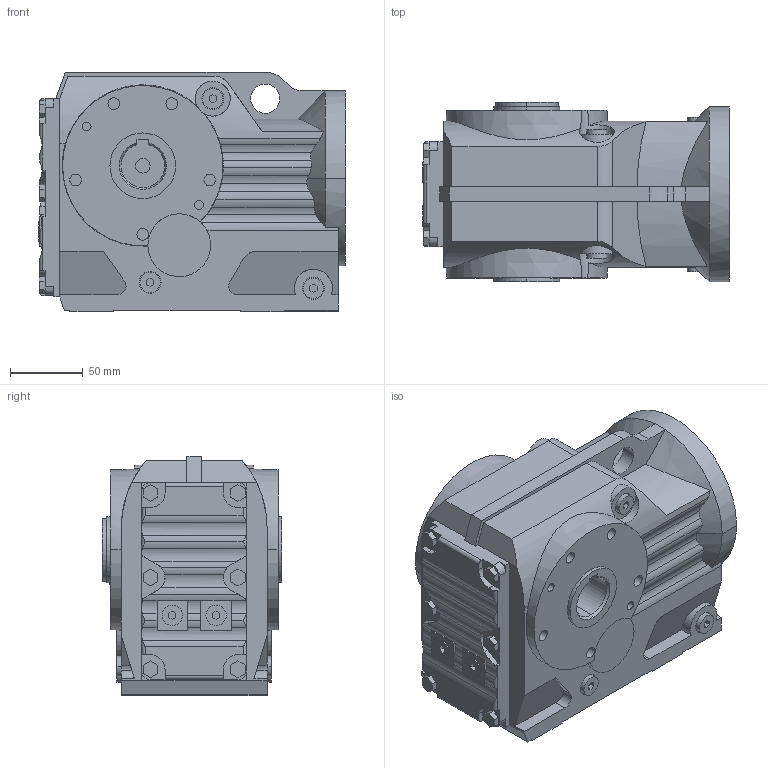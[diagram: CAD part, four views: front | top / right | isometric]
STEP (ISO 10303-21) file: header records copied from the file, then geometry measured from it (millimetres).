
FILE_DESCRIPTION(('STEP AP214'),'1');
FILE_NAME('cctmp_6B56EBCD-3209-40C9-BFEE-EE735933B45A_2020_11_27_13_35_43_926..stp','2020-11-27T12:35:44',('SEW-EURODRIVE GmbH & Co KG'),('CADClick - www.CADClick.com'),'Spatial InterOp 3D postprocessed',' ','unknown authorization');
FILE_SCHEMA(('AUTOMOTIVE_DESIGN'));
Length unit declared in the file: millimetre
Products named in the file (1): 2020_11_27__13-35-43-926
Bounding box: 210.5 x 123 x 164 mm (x, y, z)
Volume: 3070729.5 mm3; surface area: 167454.9 mm2
Topology: 1 solids, 3 shells, 455 faces, 1166 edges, 768 vertices
Faces by surface type: plane 258, cylinder 183, cone 14
Entity records: 16443 total; most frequent: CARTESIAN_POINT 4014, ORIENTED_EDGE 2332, DIRECTION 2219, EDGE_CURVE 1166, VERTEX_POINT 768, AXIS2_PLACEMENT_3D 745, LINE 729, VECTOR 729
